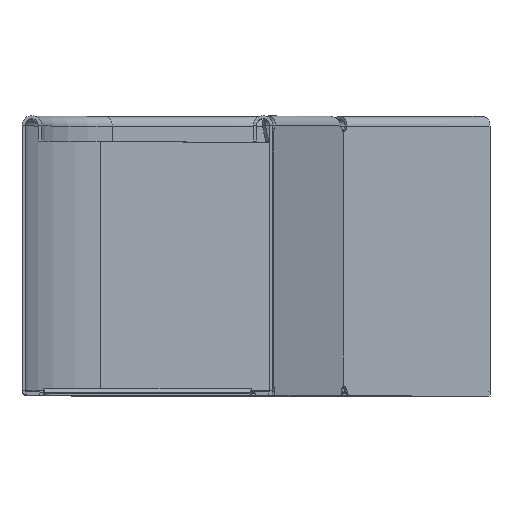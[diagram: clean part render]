
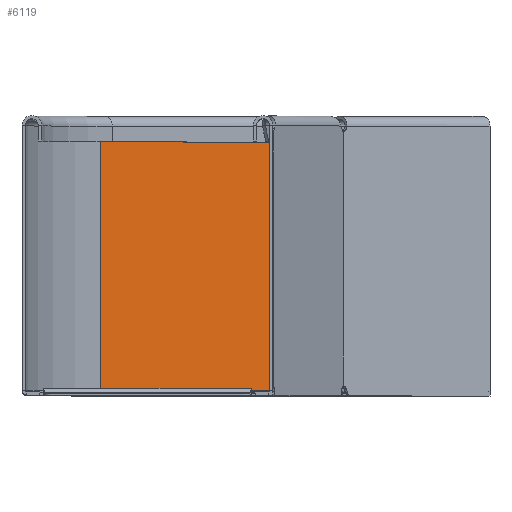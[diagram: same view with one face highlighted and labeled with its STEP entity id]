
A CAD part, top view. The second image highlights one B-rep face of the part: STEP entity #6119.
In plain terms, the highlighted planar face has unit normal (0.707, 0, 0.707).
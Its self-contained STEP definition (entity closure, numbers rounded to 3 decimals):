
#107 = FACE_OUTER_BOUND ( 'NONE', #6295, .T. ) ;
#120 = VERTEX_POINT ( 'NONE', #4896 ) ;
#287 = CARTESIAN_POINT ( 'NONE',  ( 30.173, 103.25, -185.627 ) ) ;
#319 = VECTOR ( 'NONE', #2404, 1000. ) ;
#369 = DIRECTION ( 'NONE',  ( 0.707, 0., -0.707 ) ) ;
#464 = LINE ( 'NONE', #5313, #7732 ) ;
#661 = LINE ( 'NONE', #5070, #4722 ) ;
#789 = LINE ( 'NONE', #287, #5114 ) ;
#949 = CARTESIAN_POINT ( 'NONE',  ( 30.173, 103.25, -185.627 ) ) ;
#1273 = DIRECTION ( 'NONE',  ( 0.707, 0., 0.707 ) ) ;
#1766 = ORIENTED_EDGE ( 'NONE', *, *, #1951, .T. ) ;
#1779 = AXIS2_PLACEMENT_3D ( 'NONE', #6938, #1273, #4412 ) ;
#1951 = EDGE_CURVE ( 'NONE', #120, #7342, #464, .T. ) ;
#2296 = EDGE_CURVE ( 'NONE', #5185, #2512, #789, .T. ) ;
#2404 = DIRECTION ( 'NONE',  ( 0., 1., 0. ) ) ;
#2512 = VERTEX_POINT ( 'NONE', #7314 ) ;
#2535 = PLANE ( 'NONE',  #1779 ) ;
#3011 = ORIENTED_EDGE ( 'NONE', *, *, #8034, .F. ) ;
#3115 = DIRECTION ( 'NONE',  ( 0., 1., 0. ) ) ;
#3165 = CARTESIAN_POINT ( 'NONE',  ( 30.173, 0., -185.627 ) ) ;
#4002 = EDGE_CURVE ( 'NONE', #7342, #2512, #661, .T. ) ;
#4412 = DIRECTION ( 'NONE',  ( 0., 1., 0. ) ) ;
#4574 = ORIENTED_EDGE ( 'NONE', *, *, #2296, .F. ) ;
#4722 = VECTOR ( 'NONE', #3115, 1000. ) ;
#4757 = DIRECTION ( 'NONE',  ( 0.707, 0., -0.707 ) ) ;
#4896 = CARTESIAN_POINT ( 'NONE',  ( 30.173, 1.75, -185.627 ) ) ;
#4956 = LINE ( 'NONE', #3165, #319 ) ;
#5070 = CARTESIAN_POINT ( 'NONE',  ( 112.056, 0., -267.51 ) ) ;
#5114 = VECTOR ( 'NONE', #369, 1000. ) ;
#5185 = VERTEX_POINT ( 'NONE', #949 ) ;
#5313 = CARTESIAN_POINT ( 'NONE',  ( 30.173, 1.75, -185.627 ) ) ;
#5508 = CARTESIAN_POINT ( 'NONE',  ( 112.056, 1.75, -267.51 ) ) ;
#6119 = ADVANCED_FACE ( 'NONE', ( #107 ), #2535, .T. ) ;
#6295 = EDGE_LOOP ( 'NONE', ( #7225, #4574, #3011, #1766 ) ) ;
#6938 = CARTESIAN_POINT ( 'NONE',  ( 30.173, 0., -185.627 ) ) ;
#7225 = ORIENTED_EDGE ( 'NONE', *, *, #4002, .T. ) ;
#7314 = CARTESIAN_POINT ( 'NONE',  ( 112.056, 103.25, -267.51 ) ) ;
#7342 = VERTEX_POINT ( 'NONE', #5508 ) ;
#7732 = VECTOR ( 'NONE', #4757, 1000. ) ;
#8034 = EDGE_CURVE ( 'NONE', #120, #5185, #4956, .T. ) ;
